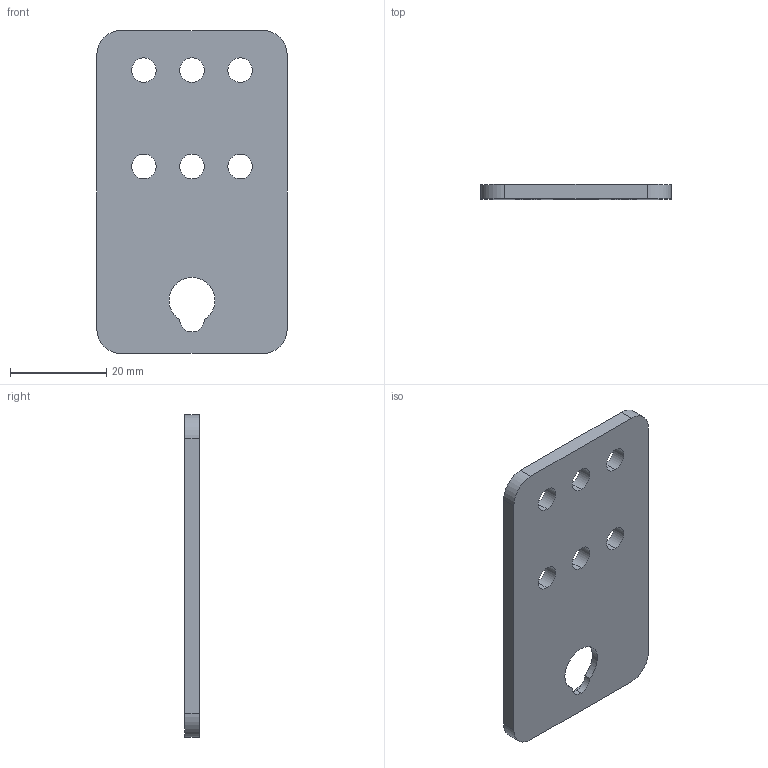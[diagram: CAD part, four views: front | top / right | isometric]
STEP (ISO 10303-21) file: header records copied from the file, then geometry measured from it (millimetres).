
FILE_DESCRIPTION (( 'STEP AP214' ), '1' );
FILE_NAME ('BEARING_PLATE.STEP', '2016-04-27T03:51:11', ( 'coeadmin' ), ( '' ), 'SwSTEP 2.0', 'SolidWorks 2015', '' );
FILE_SCHEMA (( 'AUTOMOTIVE_DESIGN' ));
Length unit declared in the file: millimetre
Products named in the file (1): BEARING_PLATE
Bounding box: 39.5 x 3 x 67 mm (x, y, z)
Volume: 7080.7 mm3; surface area: 5874.1 mm2
Topology: 1 solids, 1 shells, 29 faces, 78 edges, 52 vertices
Faces by surface type: cylinder 22, plane 7
Entity records: 998 total; most frequent: DIRECTION 182, CARTESIAN_POINT 160, ORIENTED_EDGE 156, EDGE_CURVE 78, AXIS2_PLACEMENT_3D 74, VERTEX_POINT 52, EDGE_LOOP 44, CIRCLE 44
